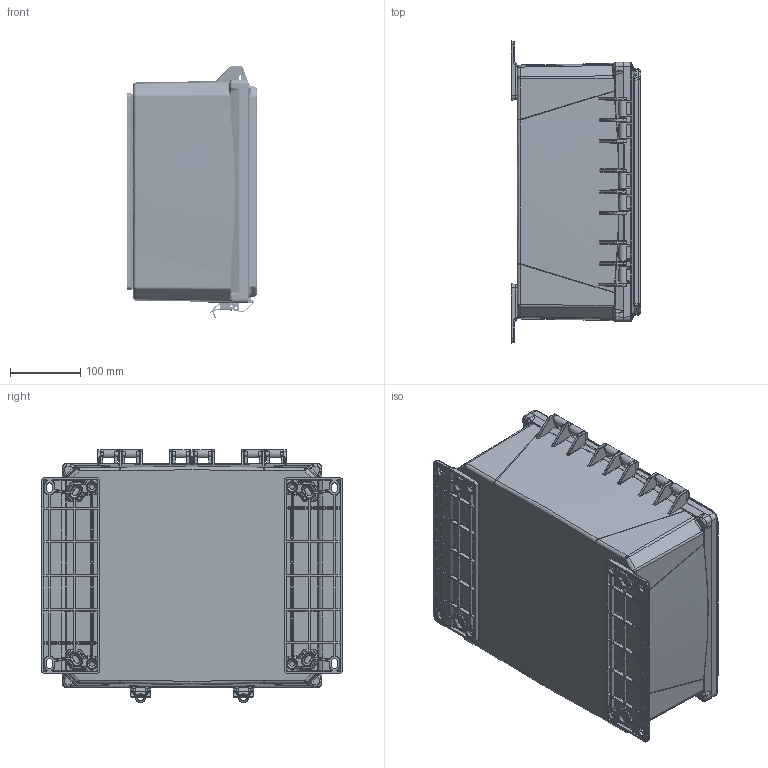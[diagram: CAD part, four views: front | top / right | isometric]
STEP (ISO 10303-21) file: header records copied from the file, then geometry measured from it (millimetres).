
FILE_DESCRIPTION (( 'STEP AP214' ), '1' );
FILE_NAME ('TEBPC141206.step', '2020-01-28T15:26:21', ( '' ), ( '' ), 'SwSTEP 2.0', 'SolidWorks 2018', '' );
FILE_SCHEMA (( 'AUTOMOTIVE_DESIGN' ));
Length unit declared in the file: inch
Products named in the file (7): NBBPC141206_Box; Integra-Upper Insert; TEBPC141206; NBBPC141206_Lid; Integra-Bottom Insert; NBBPC141206_12IN-MNT-FLANGE; NBBPC141206_Latch
Assembly tree (14 placements, depth 2):
  TEBPC141206
    NBBPC141206_Box
    NBBPC141206_Lid
    NBBPC141206_Latch  x2
    NBBPC141206_12IN-MNT-FLANGE  x2
    Integra-Bottom Insert  x4
    Integra-Upper Insert  x4
Bounding box: 185.49 x 430.53 x 360.69 mm (x, y, z)
Volume: 2393508.3 mm3; surface area: 1120472.5 mm2
Topology: 18 solids, 18 shells, 4915 faces, 12087 edges, 6978 vertices
Faces by surface type: cylinder 1818, bspline 1532, plane 1048, cone 513, torus 4
Entity records: 190857 total; most frequent: CARTESIAN_POINT 122498, ORIENTED_EDGE 16762, DIRECTION 10543, EDGE_CURVE 8381, VERTEX_POINT 4977, AXIS2_PLACEMENT_3D 3759, EDGE_LOOP 3612, ADVANCED_FACE 3482
